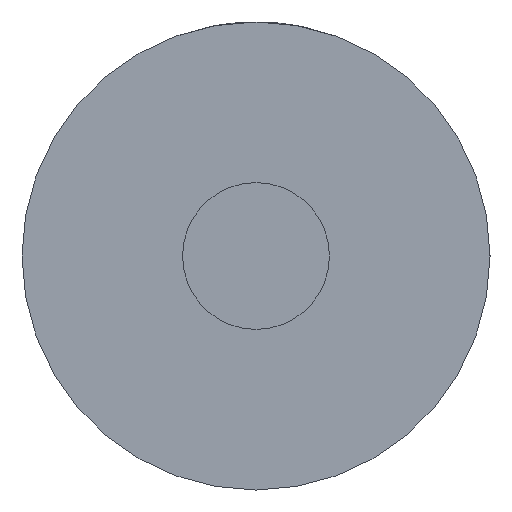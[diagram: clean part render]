
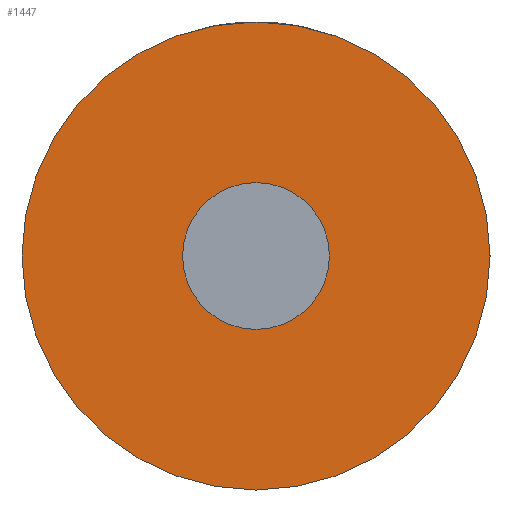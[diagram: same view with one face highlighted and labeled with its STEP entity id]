
A CAD part, left-side view. The second image highlights one B-rep face of the part: STEP entity #1447.
In plain terms, the highlighted planar face has unit normal (-1, 0, 0).
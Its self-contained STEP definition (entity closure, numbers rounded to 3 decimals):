
#82 = EDGE_LOOP ( 'NONE', ( #2419, #2333 ) ) ;
#171 = PLANE ( 'NONE',  #3425 ) ;
#326 = CIRCLE ( 'NONE', #1513, 12.75 ) ;
#492 = EDGE_CURVE ( 'NONE', #1489, #2531, #326, .T. ) ;
#542 = CARTESIAN_POINT ( 'NONE',  ( 0., 0., 0. ) ) ;
#621 = CARTESIAN_POINT ( 'NONE',  ( 0., 0., 4. ) ) ;
#662 = DIRECTION ( 'NONE',  ( 0., 0., -1. ) ) ;
#818 = VERTEX_POINT ( 'NONE', #4906 ) ;
#979 = ORIENTED_EDGE ( 'NONE', *, *, #492, .F. ) ;
#1295 = FACE_OUTER_BOUND ( 'NONE', #3970, .T. ) ;
#1447 = ADVANCED_FACE ( 'NONE', ( #1295, #1614 ), #171, .F. ) ;
#1489 = VERTEX_POINT ( 'NONE', #2257 ) ;
#1513 = AXIS2_PLACEMENT_3D ( 'NONE', #4458, #5402, #3959 ) ;
#1614 = FACE_BOUND ( 'NONE', #82, .T. ) ;
#1780 = EDGE_CURVE ( 'NONE', #2531, #1489, #3833, .T. ) ;
#1813 = CIRCLE ( 'NONE', #2135, 4. ) ;
#2135 = AXIS2_PLACEMENT_3D ( 'NONE', #2472, #3476, #5878 ) ;
#2257 = CARTESIAN_POINT ( 'NONE',  ( 0., 0., 12.75 ) ) ;
#2333 = ORIENTED_EDGE ( 'NONE', *, *, #3487, .F. ) ;
#2419 = ORIENTED_EDGE ( 'NONE', *, *, #3032, .F. ) ;
#2472 = CARTESIAN_POINT ( 'NONE',  ( 0., 0., 0. ) ) ;
#2514 = VERTEX_POINT ( 'NONE', #621 ) ;
#2531 = VERTEX_POINT ( 'NONE', #3057 ) ;
#2652 = CARTESIAN_POINT ( 'NONE',  ( 0., 0., 0. ) ) ;
#3032 = EDGE_CURVE ( 'NONE', #818, #2514, #4582, .T. ) ;
#3057 = CARTESIAN_POINT ( 'NONE',  ( 0., 0., -12.75 ) ) ;
#3425 = AXIS2_PLACEMENT_3D ( 'NONE', #4016, #4567, #5474 ) ;
#3476 = DIRECTION ( 'NONE',  ( -1., 0., 0. ) ) ;
#3487 = EDGE_CURVE ( 'NONE', #2514, #818, #1813, .T. ) ;
#3680 = ORIENTED_EDGE ( 'NONE', *, *, #1780, .F. ) ;
#3833 = CIRCLE ( 'NONE', #5004, 12.75 ) ;
#3896 = DIRECTION ( 'NONE',  ( 0., 0., -1. ) ) ;
#3959 = DIRECTION ( 'NONE',  ( 0., 0., -1. ) ) ;
#3970 = EDGE_LOOP ( 'NONE', ( #979, #3680 ) ) ;
#4016 = CARTESIAN_POINT ( 'NONE',  ( 0., 0., 0. ) ) ;
#4378 = DIRECTION ( 'NONE',  ( 1., 0., 0. ) ) ;
#4429 = AXIS2_PLACEMENT_3D ( 'NONE', #2652, #4542, #662 ) ;
#4458 = CARTESIAN_POINT ( 'NONE',  ( 0., 0., 0. ) ) ;
#4542 = DIRECTION ( 'NONE',  ( -1., 0., 0. ) ) ;
#4567 = DIRECTION ( 'NONE',  ( 1., 0., 0. ) ) ;
#4582 = CIRCLE ( 'NONE', #4429, 4. ) ;
#4906 = CARTESIAN_POINT ( 'NONE',  ( 0., 0., -4. ) ) ;
#5004 = AXIS2_PLACEMENT_3D ( 'NONE', #542, #4378, #3896 ) ;
#5402 = DIRECTION ( 'NONE',  ( 1., 0., 0. ) ) ;
#5474 = DIRECTION ( 'NONE',  ( 0., 0., -1. ) ) ;
#5878 = DIRECTION ( 'NONE',  ( 0., 0., -1. ) ) ;
